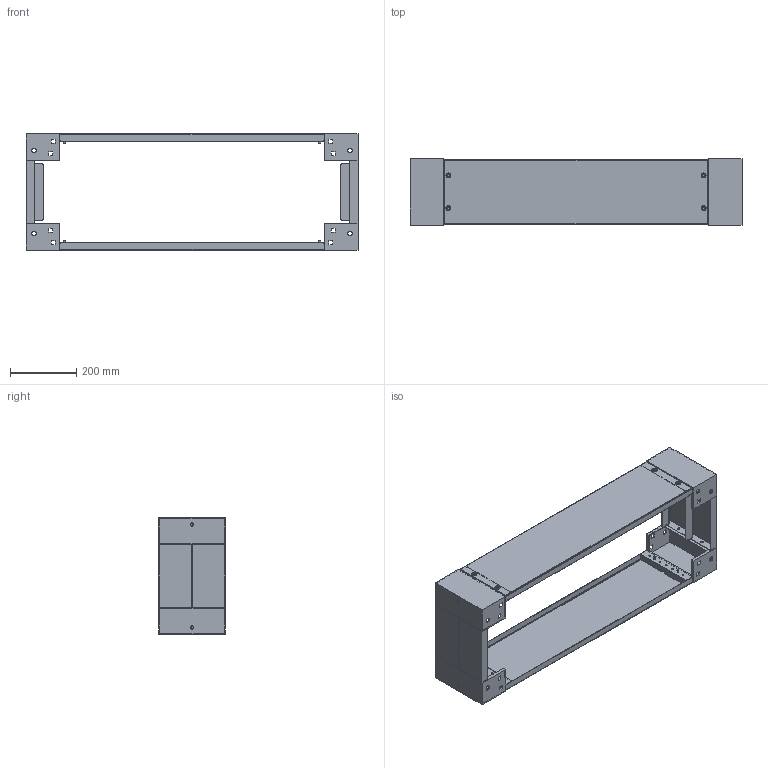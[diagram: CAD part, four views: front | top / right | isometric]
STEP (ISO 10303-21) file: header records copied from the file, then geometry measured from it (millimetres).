
FILE_DESCRIPTION (( 'STEP AP214' ), '1' );
FILE_NAME ('0396.1002.40.17.STEP', '2014-12-09T11:01:32', ( '' ), ( '' ), 'SwSTEP 2.0', 'SolidWorks 2014', '' );
FILE_SCHEMA (( 'AUTOMOTIVE_DESIGN' ));
Length unit declared in the file: millimetre
Products named in the file (4): 0396.1002.40.17; Sockeleckteil H=200 fertig; Sockel Querteil H=200 T400 TYP 0395; Sockel Längsteil H=200 B1000
Assembly tree (10 placements, depth 2):
  0396.1002.40.17
    Sockel Längsteil H=200 B1000  x2
    Sockel Querteil H=200 T400 TYP 0395  x4
    Sockeleckteil H=200 fertig  x4
Bounding box: 1000 x 200 x 352.7 mm (x, y, z)
Volume: 1536277.3 mm3; surface area: 1695558.2 mm2
Topology: 10 solids, 10 shells, 596 faces, 1540 edges, 1016 vertices
Faces by surface type: plane 332, cylinder 216, cone 48
Entity records: 6807 total; most frequent: DIRECTION 1107, CARTESIAN_POINT 1050, ORIENTED_EDGE 994, EDGE_CURVE 497, AXIS2_PLACEMENT_3D 399, VERTEX_POINT 326, LINE 309, VECTOR 309
